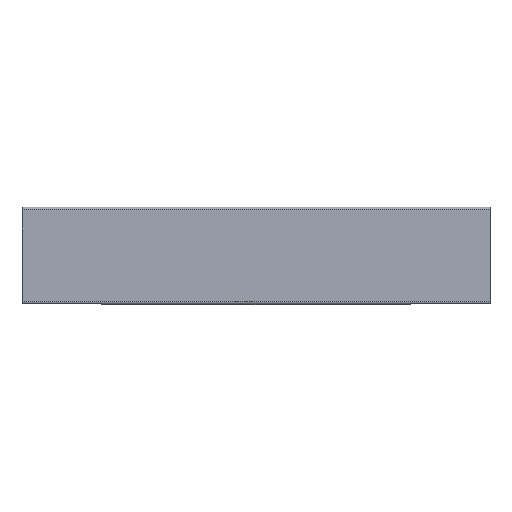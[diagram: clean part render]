
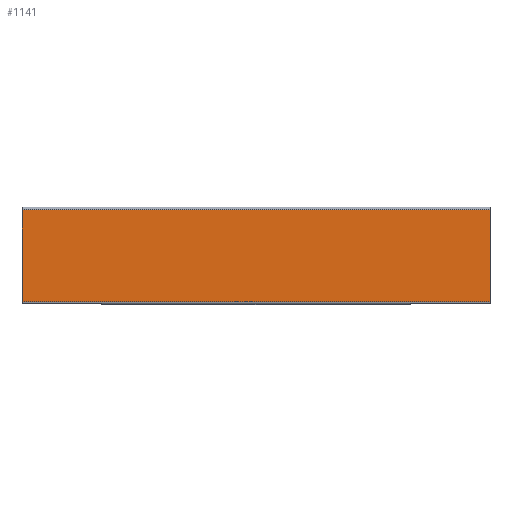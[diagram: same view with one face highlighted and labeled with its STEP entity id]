
A CAD part, top view. The second image highlights one B-rep face of the part: STEP entity #1141.
In plain terms, the highlighted planar face has unit normal (0, 0, 1).
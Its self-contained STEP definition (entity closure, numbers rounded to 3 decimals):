
#28 = DIRECTION ( 'NONE',  ( 0., 1., 0. ) ) ;
#61 = VECTOR ( 'NONE', #1497, 1000. ) ;
#89 = CARTESIAN_POINT ( 'NONE',  ( 0., 1.7, 75. ) ) ;
#149 = EDGE_CURVE ( 'NONE', #232, #1622, #697, .T. ) ;
#232 = VERTEX_POINT ( 'NONE', #1452 ) ;
#322 = LINE ( 'NONE', #608, #1343 ) ;
#344 = DIRECTION ( 'NONE',  ( 0., -1., 0. ) ) ;
#414 = LINE ( 'NONE', #437, #61 ) ;
#437 = CARTESIAN_POINT ( 'NONE',  ( 288., 58.3, 75. ) ) ;
#529 = CARTESIAN_POINT ( 'NONE',  ( 0., 58.3, 75. ) ) ;
#568 = EDGE_LOOP ( 'NONE', ( #1644, #616, #1246, #1062 ) ) ;
#608 = CARTESIAN_POINT ( 'NONE',  ( 0., 1.7, 75. ) ) ;
#616 = ORIENTED_EDGE ( 'NONE', *, *, #893, .T. ) ;
#620 = FACE_OUTER_BOUND ( 'NONE', #568, .T. ) ;
#661 = VERTEX_POINT ( 'NONE', #89 ) ;
#697 = LINE ( 'NONE', #1402, #1354 ) ;
#710 = DIRECTION ( 'NONE',  ( -1., 0., 0. ) ) ;
#804 = DIRECTION ( 'NONE',  ( 0., 0., -1. ) ) ;
#893 = EDGE_CURVE ( 'NONE', #1494, #661, #322, .T. ) ;
#931 = PLANE ( 'NONE',  #1626 ) ;
#1004 = DIRECTION ( 'NONE',  ( 0., -1., 0. ) ) ;
#1062 = ORIENTED_EDGE ( 'NONE', *, *, #149, .F. ) ;
#1080 = VECTOR ( 'NONE', #710, 1000. ) ;
#1141 = ADVANCED_FACE ( 'NONE', ( #620 ), #931, .F. ) ;
#1227 = CARTESIAN_POINT ( 'NONE',  ( 288., 1.7, 75. ) ) ;
#1246 = ORIENTED_EDGE ( 'NONE', *, *, #1620, .F. ) ;
#1343 = VECTOR ( 'NONE', #1004, 1000. ) ;
#1354 = VECTOR ( 'NONE', #344, 1000. ) ;
#1402 = CARTESIAN_POINT ( 'NONE',  ( 288., 1.7, 75. ) ) ;
#1421 = LINE ( 'NONE', #1227, #1080 ) ;
#1452 = CARTESIAN_POINT ( 'NONE',  ( 288., 58.3, 75. ) ) ;
#1467 = CARTESIAN_POINT ( 'NONE',  ( 288., 1.7, 75. ) ) ;
#1494 = VERTEX_POINT ( 'NONE', #529 ) ;
#1497 = DIRECTION ( 'NONE',  ( -1., 0., 0. ) ) ;
#1614 = EDGE_CURVE ( 'NONE', #232, #1494, #414, .T. ) ;
#1620 = EDGE_CURVE ( 'NONE', #1622, #661, #1421, .T. ) ;
#1622 = VERTEX_POINT ( 'NONE', #1637 ) ;
#1626 = AXIS2_PLACEMENT_3D ( 'NONE', #1467, #804, #28 ) ;
#1637 = CARTESIAN_POINT ( 'NONE',  ( 288., 1.7, 75. ) ) ;
#1644 = ORIENTED_EDGE ( 'NONE', *, *, #1614, .T. ) ;
